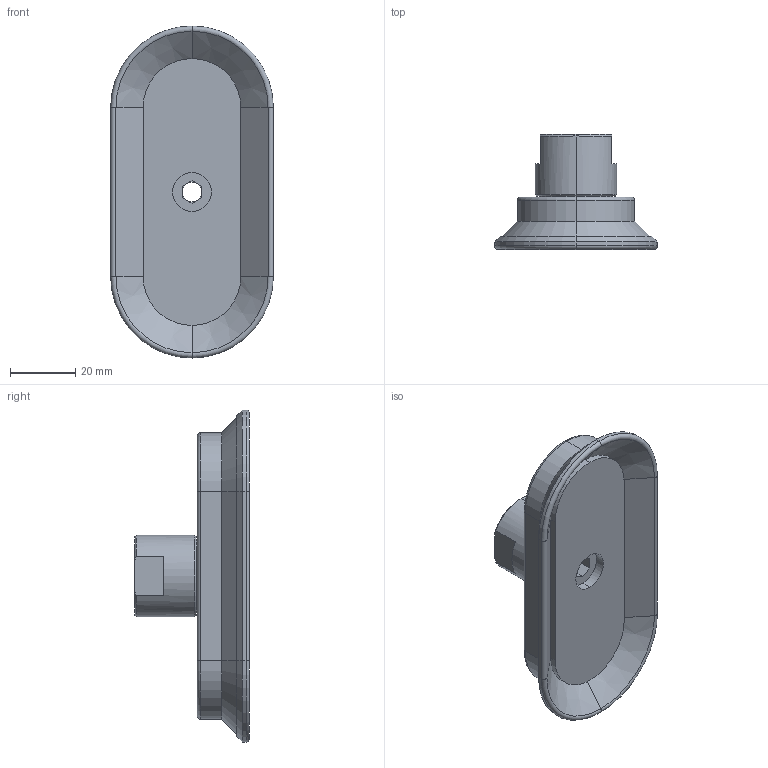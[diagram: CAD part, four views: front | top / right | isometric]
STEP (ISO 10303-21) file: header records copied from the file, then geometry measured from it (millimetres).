
FILE_DESCRIPTION(('STEP AP214'),'1');
FILE_NAME('COVAL_COFC50100F38G.stp','2017-12-27T16:16:41',('TraceParts'),('TraceParts S.A.'),'Spatial InterOp 3D',' ',' ');
FILE_SCHEMA(('automotive_design'));
Length unit declared in the file: millimetre
Products named in the file (2): COVAL_COFC50100F38G_1; COVAL_COFC50100F38G_2
Bounding box: 50 x 35.3 x 102 mm (x, y, z)
Volume: 43514.9 mm3; surface area: 16492.8 mm2
Topology: 2 solids, 2 shells, 154 faces, 353 edges, 214 vertices
Faces by surface type: plane 71, cylinder 30, cone 28, bspline 17, torus 8
Entity records: 7430 total; most frequent: CARTESIAN_POINT 2742, ORIENTED_EDGE 706, DIRECTION 695, EDGE_CURVE 353, AXIS2_PLACEMENT_3D 241, VERTEX_POINT 214, LINE 213, VECTOR 213
